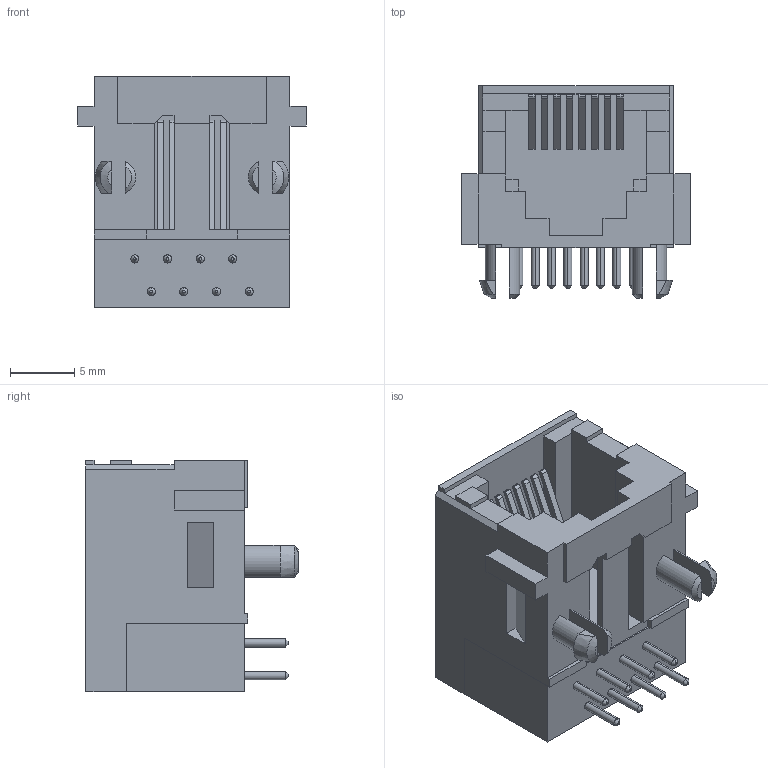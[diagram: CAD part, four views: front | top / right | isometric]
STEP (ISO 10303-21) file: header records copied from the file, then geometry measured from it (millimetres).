
FILE_DESCRIPTION (( 'STEP AP214' ), '1' );
FILE_NAME ('RJ45-8N-B.STEP', '2020-03-19T07:53:01', ( '' ), ( '' ), 'SwSTEP 2.0', 'SolidWorks 2017', '' );
FILE_SCHEMA (( 'AUTOMOTIVE_DESIGN' ));
Length unit declared in the file: inch
Products named in the file (1): RJ45-8N-B
Bounding box: 17.78 x 16.51 x 18.03 mm (x, y, z)
Volume: 2203 mm3; surface area: 2648.1 mm2
Topology: 18 solids, 18 shells, 232 faces, 548 edges, 354 vertices
Faces by surface type: plane 174, cylinder 36, cone 22
Entity records: 6835 total; most frequent: CARTESIAN_POINT 1191, ORIENTED_EDGE 1096, DIRECTION 1094, EDGE_CURVE 548, VECTOR 436, LINE 436, VERTEX_POINT 354, AXIS2_PLACEMENT_3D 329
